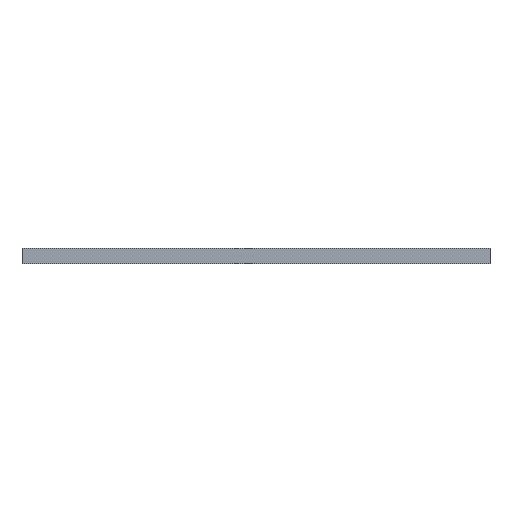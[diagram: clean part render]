
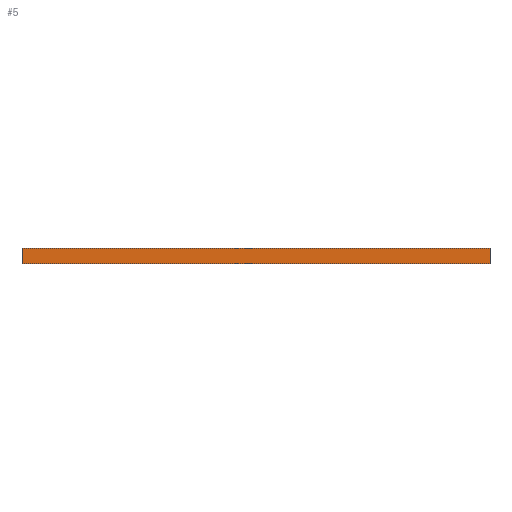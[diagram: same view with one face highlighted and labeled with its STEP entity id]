
A CAD part, front view. The second image highlights one B-rep face of the part: STEP entity #5.
In plain terms, the highlighted planar face has unit normal (0, -1, 0).
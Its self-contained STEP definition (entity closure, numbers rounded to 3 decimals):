
#5 = ADVANCED_FACE ( 'NONE', ( #214 ), #278, .T. ) ;
#6 = VERTEX_POINT ( 'NONE', #43 ) ;
#15 = DIRECTION ( 'NONE',  ( 0., -1., 0. ) ) ;
#16 = CARTESIAN_POINT ( 'NONE',  ( 1492.5, 0., -1. ) ) ;
#19 = LINE ( 'NONE', #314, #33 ) ;
#33 = VECTOR ( 'NONE', #286, 1000. ) ;
#40 = CARTESIAN_POINT ( 'NONE',  ( -1492.5, 0., 98. ) ) ;
#43 = CARTESIAN_POINT ( 'NONE',  ( -1492.5, 0., 99. ) ) ;
#83 = AXIS2_PLACEMENT_3D ( 'NONE', #248, #15, #130 ) ;
#87 = DIRECTION ( 'NONE',  ( 1., 0., 0. ) ) ;
#92 = ORIENTED_EDGE ( 'NONE', *, *, #191, .F. ) ;
#95 = VECTOR ( 'NONE', #285, 1000. ) ;
#114 = EDGE_CURVE ( 'NONE', #6, #351, #266, .T. ) ;
#130 = DIRECTION ( 'NONE',  ( 0., 0., -1. ) ) ;
#139 = VERTEX_POINT ( 'NONE', #16 ) ;
#141 = ORIENTED_EDGE ( 'NONE', *, *, #252, .F. ) ;
#155 = LINE ( 'NONE', #258, #163 ) ;
#163 = VECTOR ( 'NONE', #87, 1000. ) ;
#167 = CARTESIAN_POINT ( 'NONE',  ( 1492.5, 0., 99. ) ) ;
#175 = CARTESIAN_POINT ( 'NONE',  ( -1492.5, 0., -1. ) ) ;
#191 = EDGE_CURVE ( 'NONE', #139, #351, #322, .T. ) ;
#209 = VERTEX_POINT ( 'NONE', #167 ) ;
#214 = FACE_OUTER_BOUND ( 'NONE', #294, .T. ) ;
#230 = ORIENTED_EDGE ( 'NONE', *, *, #114, .T. ) ;
#233 = EDGE_CURVE ( 'NONE', #209, #139, #19, .T. ) ;
#248 = CARTESIAN_POINT ( 'NONE',  ( -1492.5, 0., 98. ) ) ;
#252 = EDGE_CURVE ( 'NONE', #6, #209, #155, .T. ) ;
#258 = CARTESIAN_POINT ( 'NONE',  ( 0., 0., 99. ) ) ;
#259 = ORIENTED_EDGE ( 'NONE', *, *, #233, .F. ) ;
#266 = LINE ( 'NONE', #40, #331 ) ;
#275 = DIRECTION ( 'NONE',  ( 0., 0., -1. ) ) ;
#278 = PLANE ( 'NONE',  #83 ) ;
#285 = DIRECTION ( 'NONE',  ( -1., 0., 0. ) ) ;
#286 = DIRECTION ( 'NONE',  ( 0., 0., -1. ) ) ;
#294 = EDGE_LOOP ( 'NONE', ( #230, #92, #259, #141 ) ) ;
#314 = CARTESIAN_POINT ( 'NONE',  ( 1492.5, 0., 98. ) ) ;
#322 = LINE ( 'NONE', #330, #95 ) ;
#330 = CARTESIAN_POINT ( 'NONE',  ( 0., 0., -1. ) ) ;
#331 = VECTOR ( 'NONE', #275, 1000. ) ;
#351 = VERTEX_POINT ( 'NONE', #175 ) ;
